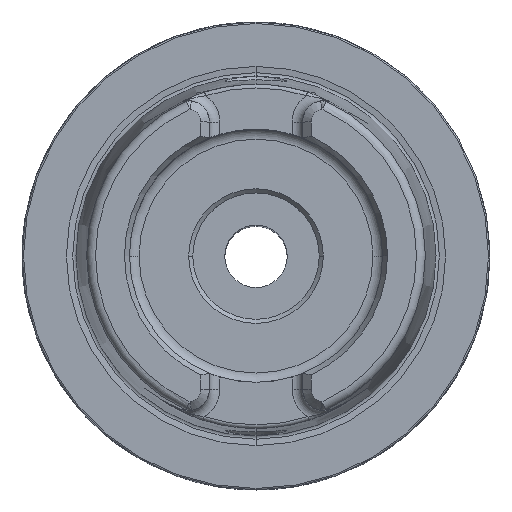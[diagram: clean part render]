
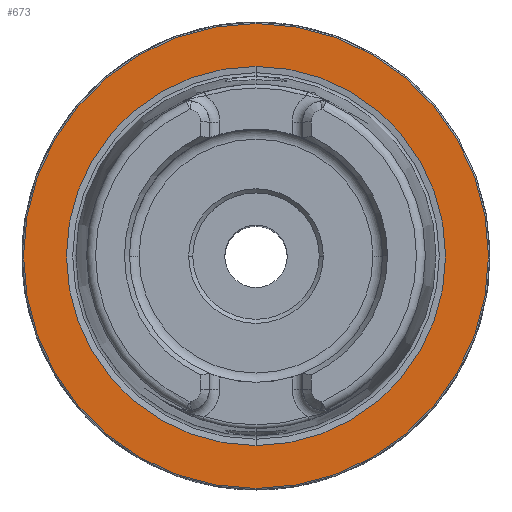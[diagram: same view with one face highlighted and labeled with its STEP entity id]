
A CAD part, top view. The second image highlights one B-rep face of the part: STEP entity #673.
In plain terms, the highlighted planar face has unit normal (0, 0, 1).
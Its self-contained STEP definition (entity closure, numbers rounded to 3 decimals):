
#177 = ORIENTED_EDGE ( 'NONE', *, *, #3599, .T. ) ;
#673 = ADVANCED_FACE ( 'NONE', ( #7780, #5135 ), #1143, .T. ) ;
#886 = VERTEX_POINT ( 'NONE', #7785 ) ;
#952 = AXIS2_PLACEMENT_3D ( 'NONE', #1048, #7293, #1948 ) ;
#1048 = CARTESIAN_POINT ( 'NONE',  ( 0., 0., 0. ) ) ;
#1143 = PLANE ( 'NONE',  #8116 ) ;
#1599 = DIRECTION ( 'NONE',  ( 0., 0., -1. ) ) ;
#1768 = ORIENTED_EDGE ( 'NONE', *, *, #9258, .T. ) ;
#1889 = CIRCLE ( 'NONE', #8037, 25.5 ) ;
#1948 = DIRECTION ( 'NONE',  ( 0., -1., 0. ) ) ;
#2721 = DIRECTION ( 'NONE',  ( 0., 0., 1. ) ) ;
#3186 = AXIS2_PLACEMENT_3D ( 'NONE', #8020, #2721, #8827 ) ;
#3307 = DIRECTION ( 'NONE',  ( 0., -1., 0. ) ) ;
#3457 = DIRECTION ( 'NONE',  ( 0., 0., 1. ) ) ;
#3547 = CARTESIAN_POINT ( 'NONE',  ( 0., 31.47, 0. ) ) ;
#3599 = EDGE_CURVE ( 'NONE', #6768, #886, #6188, .T. ) ;
#3773 = CARTESIAN_POINT ( 'NONE',  ( 0., -31.27, 0. ) ) ;
#4639 = CIRCLE ( 'NONE', #7776, 25.5 ) ;
#4770 = EDGE_CURVE ( 'NONE', #886, #6768, #6880, .T. ) ;
#5135 = FACE_BOUND ( 'NONE', #6342, .T. ) ;
#5214 = ORIENTED_EDGE ( 'NONE', *, *, #10526, .T. ) ;
#5290 = DIRECTION ( 'NONE',  ( 0., 0., -1. ) ) ;
#5658 = EDGE_LOOP ( 'NONE', ( #177, #7680 ) ) ;
#6188 = CIRCLE ( 'NONE', #952, 31.27 ) ;
#6342 = EDGE_LOOP ( 'NONE', ( #1768, #5214 ) ) ;
#6549 = CARTESIAN_POINT ( 'NONE',  ( 0., -25.5, 0. ) ) ;
#6768 = VERTEX_POINT ( 'NONE', #3773 ) ;
#6880 = CIRCLE ( 'NONE', #3186, 31.27 ) ;
#6939 = CARTESIAN_POINT ( 'NONE',  ( 0., 0., 0. ) ) ;
#7293 = DIRECTION ( 'NONE',  ( 0., 0., 1. ) ) ;
#7505 = VERTEX_POINT ( 'NONE', #10969 ) ;
#7680 = ORIENTED_EDGE ( 'NONE', *, *, #4770, .T. ) ;
#7775 = DIRECTION ( 'NONE',  ( 0., 1., 0. ) ) ;
#7776 = AXIS2_PLACEMENT_3D ( 'NONE', #6939, #1599, #7775 ) ;
#7780 = FACE_OUTER_BOUND ( 'NONE', #5658, .T. ) ;
#7785 = CARTESIAN_POINT ( 'NONE',  ( 0., 31.27, 0. ) ) ;
#8020 = CARTESIAN_POINT ( 'NONE',  ( 0., 0., 0. ) ) ;
#8037 = AXIS2_PLACEMENT_3D ( 'NONE', #10299, #5290, #11070 ) ;
#8116 = AXIS2_PLACEMENT_3D ( 'NONE', #3547, #3457, #3307 ) ;
#8827 = DIRECTION ( 'NONE',  ( 0., -1., 0. ) ) ;
#9258 = EDGE_CURVE ( 'NONE', #10720, #7505, #1889, .T. ) ;
#10299 = CARTESIAN_POINT ( 'NONE',  ( 0., 0., 0. ) ) ;
#10526 = EDGE_CURVE ( 'NONE', #7505, #10720, #4639, .T. ) ;
#10720 = VERTEX_POINT ( 'NONE', #6549 ) ;
#10969 = CARTESIAN_POINT ( 'NONE',  ( 0., 25.5, 0. ) ) ;
#11070 = DIRECTION ( 'NONE',  ( 0., 1., 0. ) ) ;
